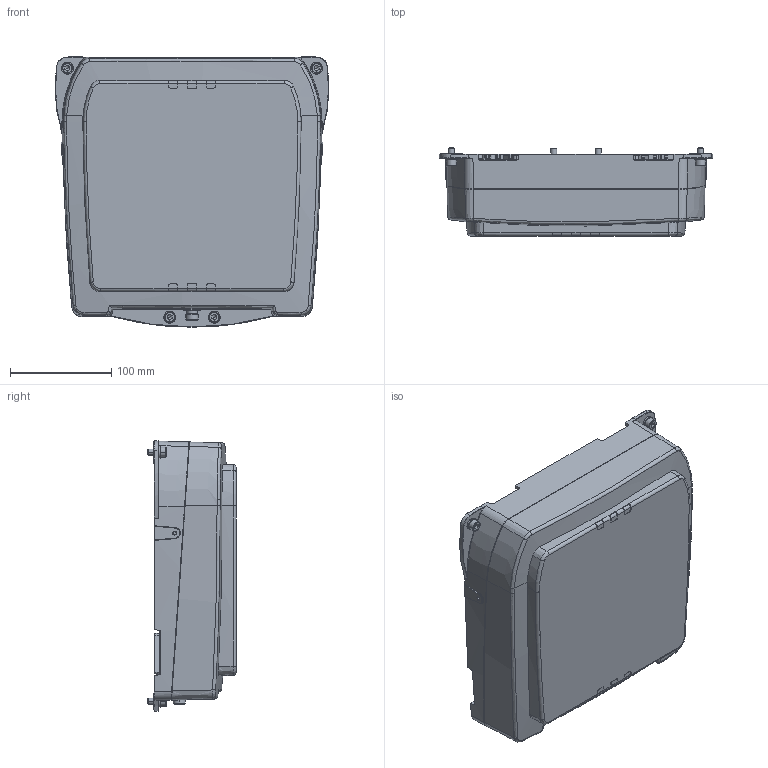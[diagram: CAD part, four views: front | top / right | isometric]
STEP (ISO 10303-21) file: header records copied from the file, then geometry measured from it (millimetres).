
FILE_DESCRIPTION((''),'2;1');
FILE_NAME('DM_CAD-1944_SW0001','2014-01-24T',('creinig-se'),(''),'PRO/ENGINEER BY PARAMETRIC TECHNOLOGY CORPORATION, 2013050','PRO/ENGINEER BY PARAMETRIC TECHNOLOGY CORPORATION, 2013050','');
FILE_SCHEMA(('CONFIG_CONTROL_DESIGN'));
Products named in the file (1): DM_CAD-1944_SW0001
Bounding box: 270.45 x 87.1 x 267.08 mm (x, y, z)
Volume: 4472896.9 mm3; surface area: 239883.1 mm2
Topology: 1 solids, 7 shells, 1356 faces, 3299 edges, 2008 vertices
Faces by surface type: cylinder 495, plane 348, bspline 292, torus 111, cone 84, extrusion 14, sphere 12
Entity records: 74804 total; most frequent: CARTESIAN_POINT 36101, ORIENTED_EDGE 6550, DIRECTION 5345, EDGE_CURVE 3275, AXIS2_PLACEMENT_3D 2046, VERTEX_POINT 2008, EDGE_LOOP 1433, FILL_AREA_STYLE_COLOUR 1357
